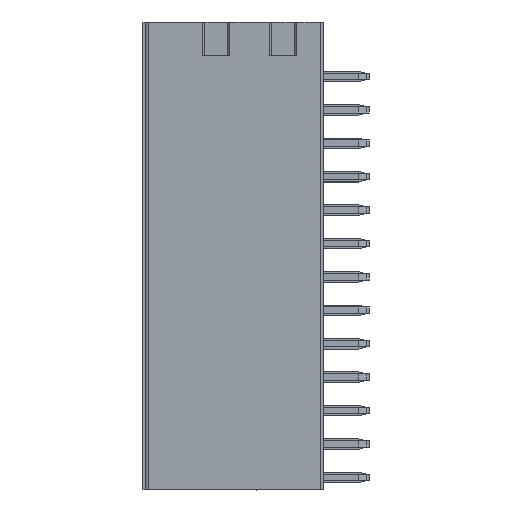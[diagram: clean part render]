
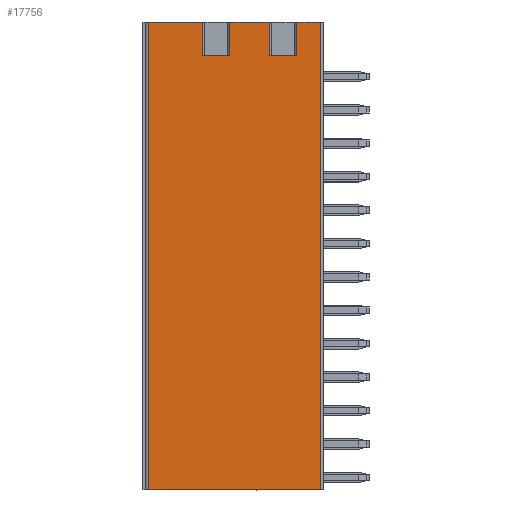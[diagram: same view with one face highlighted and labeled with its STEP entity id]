
A CAD part, top view. The second image highlights one B-rep face of the part: STEP entity #17756.
In plain terms, the highlighted planar face has unit normal (0, 0, 1).
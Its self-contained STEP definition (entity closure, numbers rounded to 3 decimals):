
#2408=DIRECTION('',(1.,0.,0.));
#2409=VECTOR('',#2408,13.1);
#2410=CARTESIAN_POINT('',(-13.3,-30.48,0.));
#2411=LINE('',#2410,#2409);
#3183=DIRECTION('',(1.,0.,0.));
#3184=VECTOR('',#3183,2.98);
#3185=CARTESIAN_POINT('',(-7.08,5.08,0.));
#3186=LINE('',#3185,#3184);
#3199=DIRECTION('',(1.,0.,0.));
#3200=VECTOR('',#3199,4.12);
#3201=CARTESIAN_POINT('',(-13.3,5.08,0.));
#3202=LINE('',#3201,#3200);
#3288=DIRECTION('',(1.,0.,0.));
#3289=VECTOR('',#3288,1.8);
#3290=CARTESIAN_POINT('',(-2.,5.08,0.));
#3291=LINE('',#3290,#3289);
#3689=DIRECTION('',(0.,1.,0.));
#3690=VECTOR('',#3689,35.56);
#3691=CARTESIAN_POINT('',(-13.3,-30.48,0.));
#3692=LINE('',#3691,#3690);
#3693=DIRECTION('',(0.,1.,0.));
#3694=VECTOR('',#3693,2.54);
#3695=CARTESIAN_POINT('',(-9.18,2.54,0.));
#3696=LINE('',#3695,#3694);
#3697=DIRECTION('',(1.,0.,0.));
#3698=VECTOR('',#3697,2.1);
#3699=CARTESIAN_POINT('',(-9.18,2.54,0.));
#3700=LINE('',#3699,#3698);
#3701=DIRECTION('',(0.,1.,0.));
#3702=VECTOR('',#3701,2.54);
#3703=CARTESIAN_POINT('',(-7.08,2.54,0.));
#3704=LINE('',#3703,#3702);
#3705=DIRECTION('',(0.,1.,0.));
#3706=VECTOR('',#3705,2.54);
#3707=CARTESIAN_POINT('',(-4.1,2.54,0.));
#3708=LINE('',#3707,#3706);
#3709=DIRECTION('',(1.,0.,0.));
#3710=VECTOR('',#3709,2.1);
#3711=CARTESIAN_POINT('',(-4.1,2.54,0.));
#3712=LINE('',#3711,#3710);
#3713=DIRECTION('',(0.,1.,0.));
#3714=VECTOR('',#3713,2.54);
#3715=CARTESIAN_POINT('',(-2.,2.54,0.));
#3716=LINE('',#3715,#3714);
#3717=DIRECTION('',(0.,1.,0.));
#3718=VECTOR('',#3717,35.56);
#3719=CARTESIAN_POINT('',(-0.2,-30.48,0.));
#3720=LINE('',#3719,#3718);
#9974=CARTESIAN_POINT('',(-13.3,5.08,0.));
#9975=VERTEX_POINT('',#9974);
#9976=CARTESIAN_POINT('',(-0.2,5.08,0.));
#9978=VERTEX_POINT('',#9976);
#10057=CARTESIAN_POINT('',(-4.1,5.08,0.));
#10059=VERTEX_POINT('',#10057);
#10060=CARTESIAN_POINT('',(-2.,5.08,0.));
#10062=VERTEX_POINT('',#10060);
#10068=CARTESIAN_POINT('',(-9.18,5.08,0.));
#10069=VERTEX_POINT('',#10068);
#10070=CARTESIAN_POINT('',(-7.08,5.08,0.));
#10071=VERTEX_POINT('',#10070);
#10089=CARTESIAN_POINT('',(-4.1,2.54,0.));
#10091=VERTEX_POINT('',#10089);
#10092=CARTESIAN_POINT('',(-2.,2.54,0.));
#10094=VERTEX_POINT('',#10092);
#10100=CARTESIAN_POINT('',(-9.18,2.54,0.));
#10101=VERTEX_POINT('',#10100);
#10102=CARTESIAN_POINT('',(-7.08,2.54,0.));
#10103=VERTEX_POINT('',#10102);
#12030=CARTESIAN_POINT('',(-13.3,-30.48,0.));
#12031=VERTEX_POINT('',#12030);
#12032=CARTESIAN_POINT('',(-0.2,-30.48,0.));
#12033=VERTEX_POINT('',#12032);
#17733=CARTESIAN_POINT('',(-13.3,0.,0.));
#17734=DIRECTION('',(0.,0.,1.));
#17735=DIRECTION('',(1.,0.,0.));
#17736=AXIS2_PLACEMENT_3D('',#17733,#17734,#17735);
#17737=PLANE('',#17736);
#17739=ORIENTED_EDGE('',*,*,#17738,.F.);
#17740=ORIENTED_EDGE('',*,*,#15679,.F.);
#17742=ORIENTED_EDGE('',*,*,#17741,.T.);
#17743=ORIENTED_EDGE('',*,*,#17070,.T.);
#17745=ORIENTED_EDGE('',*,*,#17744,.F.);
#17746=ORIENTED_EDGE('',*,*,#17700,.T.);
#17748=ORIENTED_EDGE('',*,*,#17747,.T.);
#17749=ORIENTED_EDGE('',*,*,#17062,.T.);
#17750=ORIENTED_EDGE('',*,*,#17668,.F.);
#17751=ORIENTED_EDGE('',*,*,#17686,.T.);
#17752=ORIENTED_EDGE('',*,*,#17728,.T.);
#17753=ORIENTED_EDGE('',*,*,#17104,.T.);
#17754=EDGE_LOOP('',(#17739,#17740,#17742,#17743,#17745,#17746,#17748,#17749,
#17750,#17751,#17752,#17753));
#17755=FACE_OUTER_BOUND('',#17754,.F.);
#15679=EDGE_CURVE('',#12031,#12033,#2411,.T.);
#17062=EDGE_CURVE('',#10071,#10059,#3186,.T.);
#17070=EDGE_CURVE('',#9975,#10069,#3202,.T.);
#17104=EDGE_CURVE('',#10062,#9978,#3291,.T.);
#17668=EDGE_CURVE('',#10091,#10059,#3708,.T.);
#17686=EDGE_CURVE('',#10091,#10094,#3712,.T.);
#17700=EDGE_CURVE('',#10101,#10103,#3700,.T.);
#17728=EDGE_CURVE('',#10094,#10062,#3716,.T.);
#17738=EDGE_CURVE('',#12033,#9978,#3720,.T.);
#17741=EDGE_CURVE('',#12031,#9975,#3692,.T.);
#17744=EDGE_CURVE('',#10101,#10069,#3696,.T.);
#17747=EDGE_CURVE('',#10103,#10071,#3704,.T.);
#17756=ADVANCED_FACE('',(#17755),#17737,.T.);
